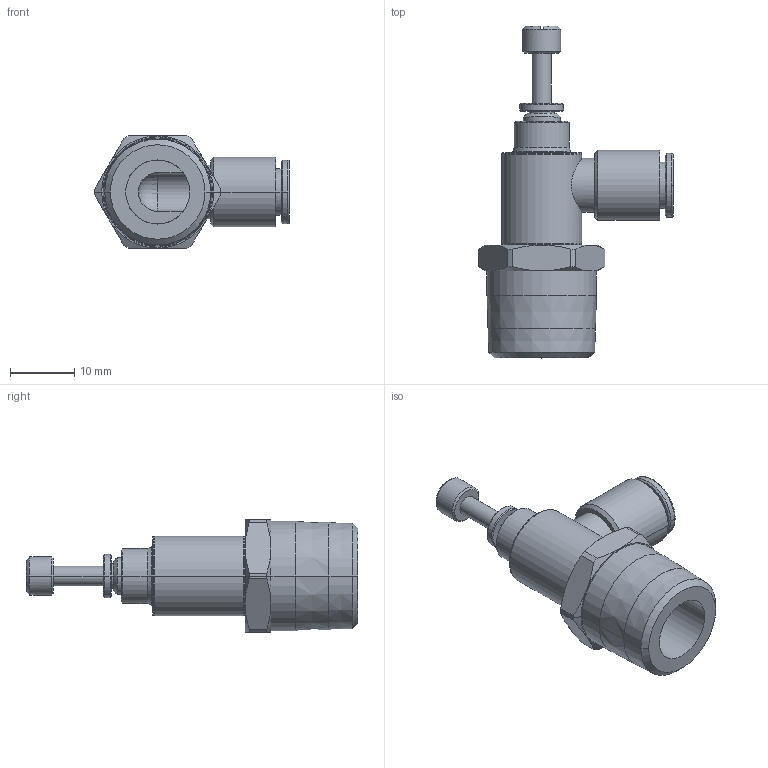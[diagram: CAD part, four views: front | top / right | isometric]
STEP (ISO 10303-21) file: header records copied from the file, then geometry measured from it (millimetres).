
FILE_DESCRIPTION(('STEP AP214'),'1');
FILE_NAME('7665_06_17.stp','2016-07-07T14:55:42',('TraceParts'),('TraceParts S.A.'),'Spatial InterOp 3D',' ',' ');
FILE_SCHEMA(('automotive_design'));
Length unit declared in the file: millimetre
Products named in the file (1): 1
Bounding box: 30.24 x 51.5 x 17.4 mm (x, y, z)
Volume: 4820.1 mm3; surface area: 4233.1 mm2
Topology: 1 solids, 1 shells, 120 faces, 267 edges, 162 vertices
Faces by surface type: cone 44, cylinder 36, plane 29, torus 10, sphere 1
Entity records: 3498 total; most frequent: CARTESIAN_POINT 795, DIRECTION 623, ORIENTED_EDGE 530, AXIS2_PLACEMENT_3D 270, EDGE_CURVE 265, VERTEX_POINT 162, CIRCLE 149, EDGE_LOOP 137
